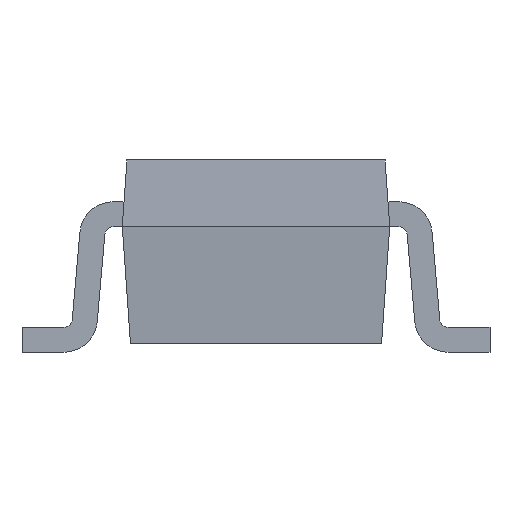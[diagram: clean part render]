
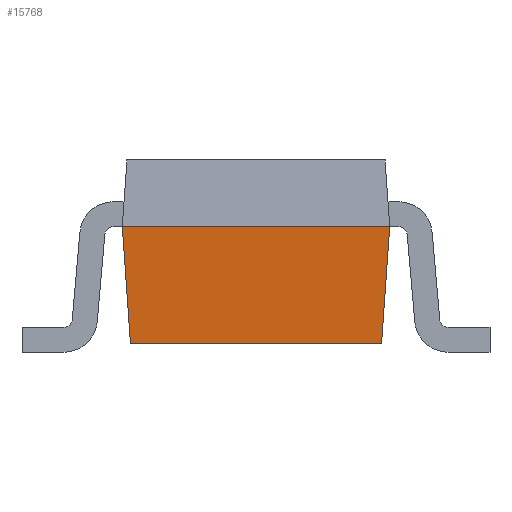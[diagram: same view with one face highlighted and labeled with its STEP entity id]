
A CAD part, left-side view. The second image highlights one B-rep face of the part: STEP entity #15768.
In plain terms, the highlighted planar face has unit normal (-0.998, 0, -0.07).
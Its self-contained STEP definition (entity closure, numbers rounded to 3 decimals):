
#88 = CARTESIAN_POINT ( 'NONE',  ( -1.452, -0.792, -0.111 ) ) ;
#720 = VECTOR ( 'NONE', #2168, 1000. ) ;
#1036 = EDGE_CURVE ( 'NONE', #21605, #8887, #11043, .T. ) ;
#1291 = ORIENTED_EDGE ( 'NONE', *, *, #21009, .T. ) ;
#1596 = FACE_OUTER_BOUND ( 'NONE', #19416, .T. ) ;
#1819 = AXIS2_PLACEMENT_3D ( 'NONE', #18824, #12545, #8443 ) ;
#2168 = DIRECTION ( 'NONE',  ( -0.07, 0.07, 0.995 ) ) ;
#4233 = LINE ( 'NONE', #13104, #720 ) ;
#5246 = ORIENTED_EDGE ( 'NONE', *, *, #24634, .T. ) ;
#6508 = CARTESIAN_POINT ( 'NONE',  ( -1.46, 0.8, 0. ) ) ;
#8443 = DIRECTION ( 'NONE',  ( -0.07, 0., 0.998 ) ) ;
#8452 = DIRECTION ( 'NONE',  ( -0.07, -0.07, 0.995 ) ) ;
#8887 = VERTEX_POINT ( 'NONE', #11207 ) ;
#9973 = PLANE ( 'NONE',  #1819 ) ;
#11043 = LINE ( 'NONE', #19366, #17555 ) ;
#11207 = CARTESIAN_POINT ( 'NONE',  ( -1.46, -0.8, 0. ) ) ;
#11496 = DIRECTION ( 'NONE',  ( 0., -1., 0. ) ) ;
#12545 = DIRECTION ( 'NONE',  ( -0.998, 0., -0.07 ) ) ;
#13074 = CARTESIAN_POINT ( 'NONE',  ( -1.411, 0.751, -0.7 ) ) ;
#13104 = CARTESIAN_POINT ( 'NONE',  ( -1.46, 0.8, 0. ) ) ;
#14374 = VERTEX_POINT ( 'NONE', #26909 ) ;
#14494 = VECTOR ( 'NONE', #11496, 1000. ) ;
#14828 = EDGE_CURVE ( 'NONE', #15212, #21605, #4233, .T. ) ;
#15212 = VERTEX_POINT ( 'NONE', #13074 ) ;
#15416 = ORIENTED_EDGE ( 'NONE', *, *, #14828, .F. ) ;
#15768 = ADVANCED_FACE ( 'NONE', ( #1596 ), #9973, .T. ) ;
#17197 = DIRECTION ( 'NONE',  ( 0., -1., 0. ) ) ;
#17555 = VECTOR ( 'NONE', #17197, 1000. ) ;
#18824 = CARTESIAN_POINT ( 'NONE',  ( -1.46, 0.8, 0. ) ) ;
#18832 = LINE ( 'NONE', #88, #24381 ) ;
#19366 = CARTESIAN_POINT ( 'NONE',  ( -1.46, 0.8, 0. ) ) ;
#19412 = CARTESIAN_POINT ( 'NONE',  ( -1.411, 0., -0.7 ) ) ;
#19416 = EDGE_LOOP ( 'NONE', ( #27019, #15416, #5246, #1291 ) ) ;
#21009 = EDGE_CURVE ( 'NONE', #14374, #8887, #18832, .T. ) ;
#21605 = VERTEX_POINT ( 'NONE', #6508 ) ;
#23801 = LINE ( 'NONE', #19412, #14494 ) ;
#24381 = VECTOR ( 'NONE', #8452, 1000. ) ;
#24634 = EDGE_CURVE ( 'NONE', #15212, #14374, #23801, .T. ) ;
#26909 = CARTESIAN_POINT ( 'NONE',  ( -1.411, -0.751, -0.7 ) ) ;
#27019 = ORIENTED_EDGE ( 'NONE', *, *, #1036, .F. ) ;
